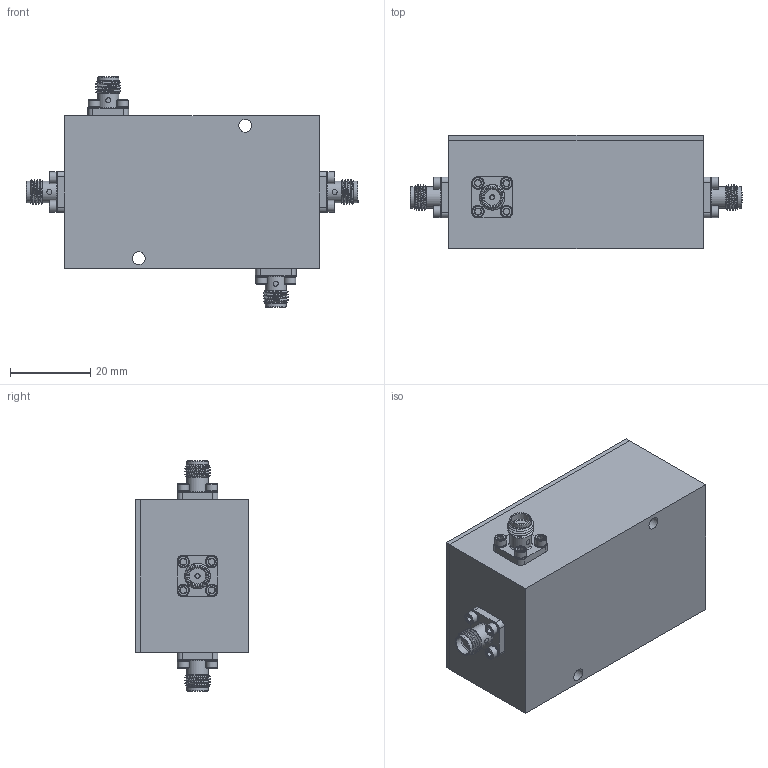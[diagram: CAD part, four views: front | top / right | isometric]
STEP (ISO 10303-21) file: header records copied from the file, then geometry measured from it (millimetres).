
FILE_DESCRIPTION (( 'STEP AP203' ), '1' );
FILE_NAME ('FMCP1004_3D.step', '2022-03-29T17:13:37', ( '' ), ( '' ), 'SwSTEP 2.0', 'SolidWorks 2021', '' );
FILE_SCHEMA (( 'CONFIG_CONTROL_DESIGN' ));
Products named in the file (1): FMCP1004_3D
Bounding box: 82.8 x 28.14 x 57.4 mm (x, y, z)
Volume: 69035.4 mm3; surface area: 13460.2 mm2
Topology: 1 solids, 21 shells, 1051 faces, 2432 edges, 1533 vertices
Faces by surface type: plane 549, bspline 216, cone 148, cylinder 134, torus 4
Full cylindrical faces by diameter (mm): 1.016 x4, 1.27 x7, 1.485 x1, 2.578 x16, 2.926 x16, 3.085 x16, 3.18 x2, 4.521 x4, 5.08 x4, 5.334 x8
Entity records: 57596 total; most frequent: CARTESIAN_POINT 36201, ORIENTED_EDGE 4502, DIRECTION 3723, EDGE_CURVE 2251, VERTEX_POINT 1478, EDGE_LOOP 1331, AXIS2_PLACEMENT_3D 1296, FACE_OUTER_BOUND 1133
